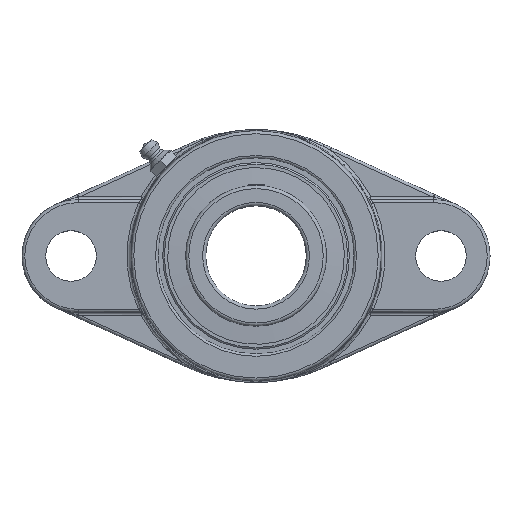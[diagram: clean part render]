
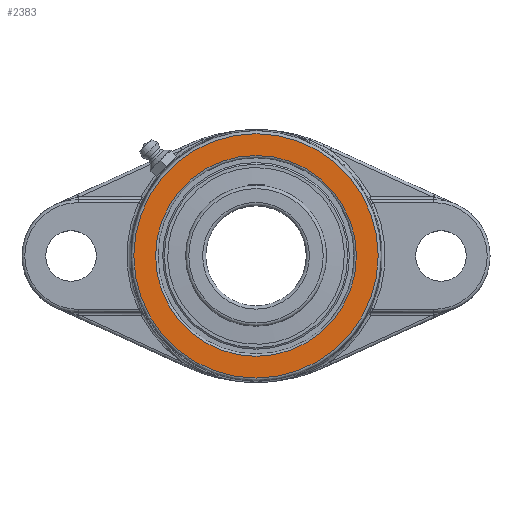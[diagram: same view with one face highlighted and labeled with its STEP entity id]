
A CAD part, top view. The second image highlights one B-rep face of the part: STEP entity #2383.
In plain terms, the highlighted planar face has unit normal (0, 0, 1).
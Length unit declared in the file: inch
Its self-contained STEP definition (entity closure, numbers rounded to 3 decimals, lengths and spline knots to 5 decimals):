
#1858=CARTESIAN_POINT('',(0.,1.5213,1.22047));
#1859=VERTEX_POINT('',#1858);
#1886=CARTESIAN_POINT('',(0.,0.,1.22047));
#1887=DIRECTION('',(-0.,0.,-1.));
#1888=DIRECTION('',(-0.,-1.,0.));
#1889=AXIS2_PLACEMENT_3D('',#1886,#1887,#1888);
#1890=CIRCLE('',#1889,1.5213);
#1891=EDGE_CURVE('',#1859,#1859,#1890,.T.);
#2364=CARTESIAN_POINT('',(0.,-0.,1.22047));
#2365=DIRECTION('',(0.,0.,1.));
#2366=DIRECTION('',(1.,0.,0.));
#2367=AXIS2_PLACEMENT_3D('',#2364,#2365,#2366);
#2368=PLANE('',#2367);
#2369=CARTESIAN_POINT('',(0.,-1.25033,1.22047));
#2370=VERTEX_POINT('',#2369);
#2371=CARTESIAN_POINT('',(0.,0.,1.22047));
#2372=DIRECTION('',(0.,-0.,1.));
#2373=DIRECTION('',(0.,1.,0.));
#2374=AXIS2_PLACEMENT_3D('',#2371,#2372,#2373);
#2375=CIRCLE('',#2374,1.25033);
#2376=EDGE_CURVE('',#2370,#2370,#2375,.T.);
#2377=ORIENTED_EDGE('',*,*,#2376,.F.);
#2378=EDGE_LOOP('',(#2377));
#2379=FACE_BOUND('',#2378,.T.);
#2380=ORIENTED_EDGE('',*,*,#1891,.F.);
#2381=EDGE_LOOP('',(#2380));
#2382=FACE_BOUND('',#2381,.T.);
#2383=ADVANCED_FACE('',(#2379,#2382),#2368,.T.);
